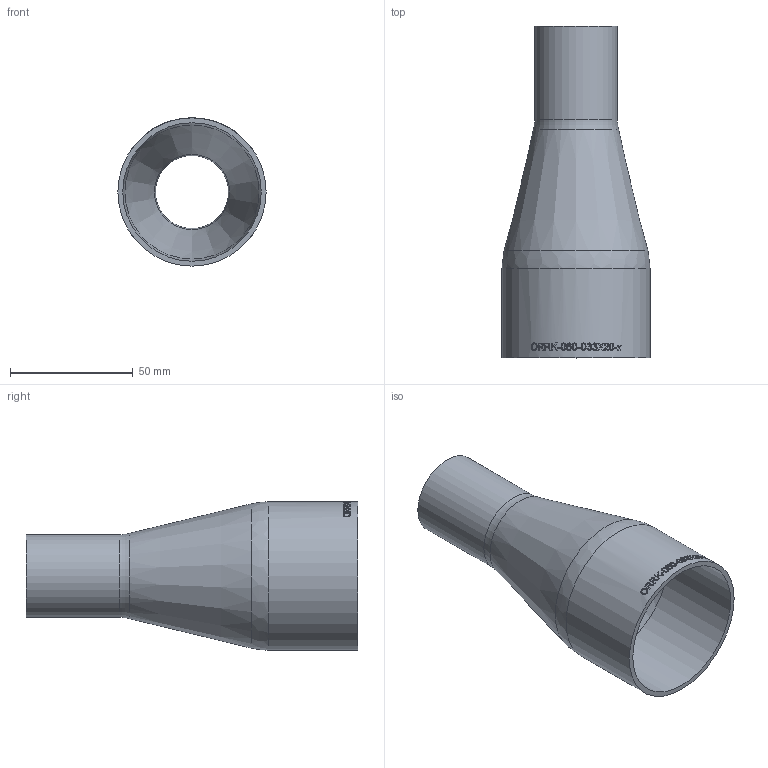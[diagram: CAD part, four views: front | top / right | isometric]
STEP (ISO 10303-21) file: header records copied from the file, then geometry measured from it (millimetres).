
FILE_DESCRIPTION (( 'STEP AP214' ), '1' );
FILE_NAME ('ORRK-060-033X20-x Reduzierung orbital ISO Koncenter 2008.STEP', '2020-08-14T12:28:57', ( '' ), ( '' ), 'SwSTEP 2.0', 'SolidWorks 2019', '' );
FILE_SCHEMA (( 'AUTOMOTIVE_DESIGN' ));
Length unit declared in the file: millimetre
Products named in the file (1): ORRK-060-033X20-x Reduzierung orbital ISO Koncenter 2008
Bounding box: 60.3 x 135 x 60.3 mm (x, y, z)
Volume: 38166.7 mm3; surface area: 39171.6 mm2
Topology: 1 solids, 1 shells, 241 faces, 634 edges, 420 vertices
Faces by surface type: bspline 156, plane 50, cylinder 29, torus 4, cone 2
Full cylindrical faces by diameter (mm): 29.7 x1, 33.7 x1, 56.3 x1, 60.3 x1
Entity records: 28708 total; most frequent: CARTESIAN_POINT 21675, ORIENTED_EDGE 1248, EDGE_CURVE 624, B_SPLINE_CURVE_WITH_KNOTS 486, VERTEX_POINT 420, DIRECTION 386, EDGE_LOOP 278, FACE_OUTER_BOUND 249
